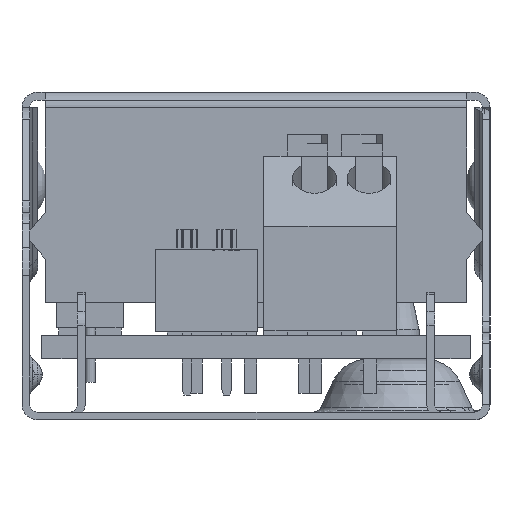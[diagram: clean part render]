
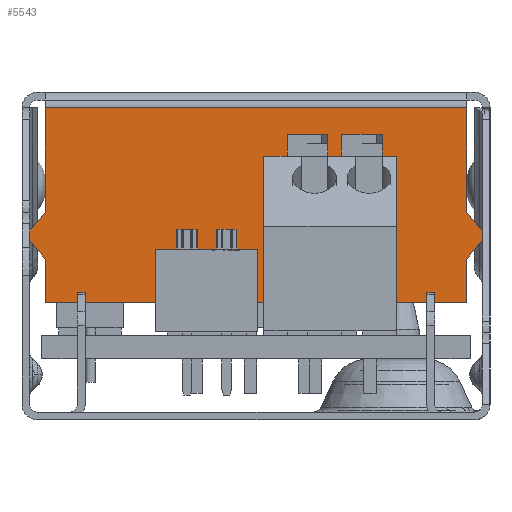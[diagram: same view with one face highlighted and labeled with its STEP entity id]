
A CAD part, left-side view. The second image highlights one B-rep face of the part: STEP entity #5543.
In plain terms, the highlighted planar face has unit normal (-1, 0, 0).
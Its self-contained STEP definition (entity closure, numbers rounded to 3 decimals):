
#5543=ADVANCED_FACE('',(#13405),#13407,.T.);
#13405=FACE_BOUND('',#13406,.T.);
#13406=EDGE_LOOP('',(#19602,#19603,#19604,#19605,#19606,#19607,#19608,#19609,#19610,
#19611,#19612,#19613));
#13407=PLANE('',#13408);
#13408=AXIS2_PLACEMENT_3D('',#13409,#13410,#13411);
#13409=CARTESIAN_POINT('',(-111.5,-13.5,7.5));
#13410=DIRECTION('',(-1.,0.,0.));
#13411=DIRECTION('',(0.,0.,1.));
#19602=ORIENTED_EDGE('',*,*,#23042,.T.);
#19603=ORIENTED_EDGE('',*,*,#23043,.T.);
#19604=ORIENTED_EDGE('',*,*,#22741,.T.);
#19605=ORIENTED_EDGE('',*,*,#23041,.T.);
#19606=ORIENTED_EDGE('',*,*,#23044,.T.);
#19607=ORIENTED_EDGE('',*,*,#23045,.T.);
#19608=ORIENTED_EDGE('',*,*,#23046,.F.);
#19609=ORIENTED_EDGE('',*,*,#23047,.T.);
#19610=ORIENTED_EDGE('',*,*,#22782,.T.);
#19611=ORIENTED_EDGE('',*,*,#23048,.T.);
#19612=ORIENTED_EDGE('',*,*,#23049,.F.);
#19613=ORIENTED_EDGE('',*,*,#23050,.F.);
#22741=EDGE_CURVE('',#26430,#26428,#26431,.T.);
#22782=EDGE_CURVE('',#26509,#26507,#26510,.T.);
#23041=EDGE_CURVE('',#26428,#26929,#26931,.T.);
#23042=EDGE_CURVE('',#26932,#26933,#26934,.T.);
#23043=EDGE_CURVE('',#26933,#26430,#26935,.T.);
#23044=EDGE_CURVE('',#26929,#26936,#26937,.T.);
#23045=EDGE_CURVE('',#26936,#26938,#26939,.T.);
#23046=EDGE_CURVE('',#26940,#26938,#26941,.T.);
#23047=EDGE_CURVE('',#26940,#26509,#26942,.T.);
#23048=EDGE_CURVE('',#26507,#26943,#26944,.T.);
#23049=EDGE_CURVE('',#26945,#26943,#26946,.T.);
#23050=EDGE_CURVE('',#26932,#26945,#26947,.T.);
#26428=VERTEX_POINT('',#34393);
#26430=VERTEX_POINT('',#34397);
#26431=LINE('',#34398,#34399);
#26507=VERTEX_POINT('',#34569);
#26509=VERTEX_POINT('',#34573);
#26510=LINE('',#34574,#34575);
#26929=VERTEX_POINT('',#35692);
#26931=LINE('',#35696,#35697);
#26932=VERTEX_POINT('',#35699);
#26933=VERTEX_POINT('',#35700);
#26934=LINE('',#35701,#35702);
#26935=LINE('',#35704,#35705);
#26936=VERTEX_POINT('',#35707);
#26937=LINE('',#35708,#35709);
#26938=VERTEX_POINT('',#35711);
#26939=LINE('',#35712,#35713);
#26940=VERTEX_POINT('',#35715);
#26941=LINE('',#35716,#35717);
#26942=LINE('',#35719,#35720);
#26943=VERTEX_POINT('',#35722);
#26944=LINE('',#35723,#35724);
#26945=VERTEX_POINT('',#35726);
#26946=LINE('',#35727,#35728);
#26947=LINE('',#35730,#35731);
#34393=CARTESIAN_POINT('',(-111.5,-14.5,12.101));
#34397=CARTESIAN_POINT('',(-111.5,-14.5,11.499));
#34398=CARTESIAN_POINT('',(-111.5,-14.5,11.499));
#34399=VECTOR('',#34400,1.);
#34400=DIRECTION('',(0.,0.,1.));
#34569=CARTESIAN_POINT('',(-111.5,14.5,11.499));
#34573=CARTESIAN_POINT('',(-111.5,14.5,12.101));
#34574=CARTESIAN_POINT('',(-111.5,14.5,12.101));
#34575=VECTOR('',#34576,1.);
#34576=DIRECTION('',(0.,0.,-1.));
#35692=CARTESIAN_POINT('',(-111.5,-13.5,13.3));
#35696=CARTESIAN_POINT('',(-111.5,-14.5,12.101));
#35697=VECTOR('',#35698,1.);
#35698=DIRECTION('',(0.,0.641,0.768));
#35699=CARTESIAN_POINT('',(-111.5,-13.5,7.5));
#35700=CARTESIAN_POINT('',(-111.5,-13.5,10.3));
#35701=CARTESIAN_POINT('',(-111.5,-13.5,7.5));
#35702=VECTOR('',#35703,1.);
#35703=DIRECTION('',(0.,0.,1.));
#35704=CARTESIAN_POINT('',(-111.5,-13.5,10.3));
#35705=VECTOR('',#35706,1.);
#35706=DIRECTION('',(0.,-0.641,0.768));
#35707=CARTESIAN_POINT('',(-111.5,-13.5,20.));
#35708=CARTESIAN_POINT('',(-111.5,-13.5,13.3));
#35709=VECTOR('',#35710,1.);
#35710=DIRECTION('',(0.,0.,1.));
#35711=CARTESIAN_POINT('',(-111.5,13.5,20.));
#35712=CARTESIAN_POINT('',(-111.5,-13.5,20.));
#35713=VECTOR('',#35714,1.);
#35714=DIRECTION('',(0.,1.,0.));
#35715=CARTESIAN_POINT('',(-111.5,13.5,13.3));
#35716=CARTESIAN_POINT('',(-111.5,13.5,13.3));
#35717=VECTOR('',#35718,1.);
#35718=DIRECTION('',(0.,0.,1.));
#35719=CARTESIAN_POINT('',(-111.5,13.5,13.3));
#35720=VECTOR('',#35721,1.);
#35721=DIRECTION('',(0.,0.641,-0.768));
#35722=CARTESIAN_POINT('',(-111.5,13.5,10.3));
#35723=CARTESIAN_POINT('',(-111.5,14.5,11.499));
#35724=VECTOR('',#35725,1.);
#35725=DIRECTION('',(0.,-0.641,-0.768));
#35726=CARTESIAN_POINT('',(-111.5,13.5,7.5));
#35727=CARTESIAN_POINT('',(-111.5,13.5,7.5));
#35728=VECTOR('',#35729,1.);
#35729=DIRECTION('',(0.,0.,1.));
#35730=CARTESIAN_POINT('',(-111.5,-13.5,7.5));
#35731=VECTOR('',#35732,1.);
#35732=DIRECTION('',(0.,1.,0.));
